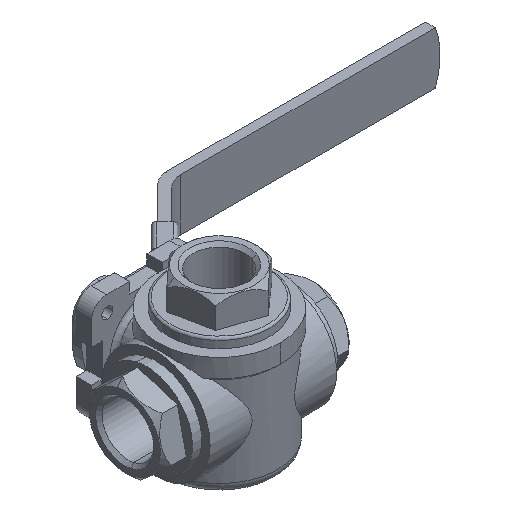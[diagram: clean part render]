
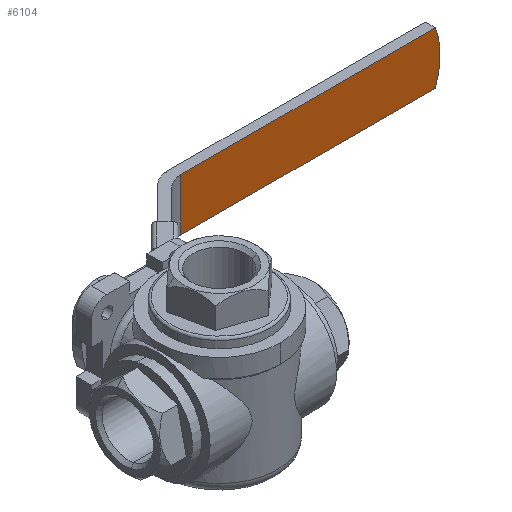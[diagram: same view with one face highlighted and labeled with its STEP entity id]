
A CAD part, isometric view. The second image highlights one B-rep face of the part: STEP entity #6104.
In plain terms, the highlighted planar face has unit normal (0, -1, 0).
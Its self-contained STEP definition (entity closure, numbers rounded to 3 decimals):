
#5620=DIRECTION('',(-1.,0.,0.));
#5621=VECTOR('',#5620,116.67);
#5622=CARTESIAN_POINT('',(153.312,32.5,12.));
#5623=LINE('',#5622,#5621);
#5696=DIRECTION('',(-1.,0.,0.));
#5697=VECTOR('',#5696,116.67);
#5698=CARTESIAN_POINT('',(153.312,32.5,-12.));
#5699=LINE('',#5698,#5697);
#5736=DIRECTION('',(0.,0.,-1.));
#5737=VECTOR('',#5736,24.);
#5738=CARTESIAN_POINT('',(36.642,32.5,12.));
#5739=LINE('',#5738,#5737);
#5744=CARTESIAN_POINT('',(121.5,32.5,0.));
#5745=DIRECTION('',(0.,1.,0.));
#5746=DIRECTION('',(0.936,0.,0.353));
#5747=AXIS2_PLACEMENT_3D('',#5744,#5745,#5746);
#5813=CARTESIAN_POINT('',(153.312,32.5,12.));
#5814=CARTESIAN_POINT('',(153.312,32.5,-12.));
#5815=VERTEX_POINT('',#5813);
#5816=VERTEX_POINT('',#5814);
#5817=CARTESIAN_POINT('',(36.642,32.5,12.));
#5818=VERTEX_POINT('',#5817);
#5819=CARTESIAN_POINT('',(36.642,32.5,-12.));
#5820=VERTEX_POINT('',#5819);
#6093=CARTESIAN_POINT('',(96.084,32.5,0.));
#6094=DIRECTION('',(0.,1.,0.));
#6095=DIRECTION('',(0.,0.,1.));
#6096=AXIS2_PLACEMENT_3D('',#6093,#6094,#6095);
#6097=PLANE('',#6096);
#6098=ORIENTED_EDGE('',*,*,#5971,.T.);
#6099=ORIENTED_EDGE('',*,*,#6019,.T.);
#6100=ORIENTED_EDGE('',*,*,#6085,.F.);
#6101=ORIENTED_EDGE('',*,*,#5943,.F.);
#6102=EDGE_LOOP('',(#6098,#6099,#6100,#6101));
#6103=FACE_OUTER_BOUND('',#6102,.F.);
#5748=CIRCLE('',#5747,34.);
#5943=EDGE_CURVE('',#5815,#5818,#5623,.T.);
#5971=EDGE_CURVE('',#5815,#5816,#5748,.T.);
#6019=EDGE_CURVE('',#5816,#5820,#5699,.T.);
#6085=EDGE_CURVE('',#5818,#5820,#5739,.T.);
#6104=ADVANCED_FACE('',(#6103),#6097,.F.);
